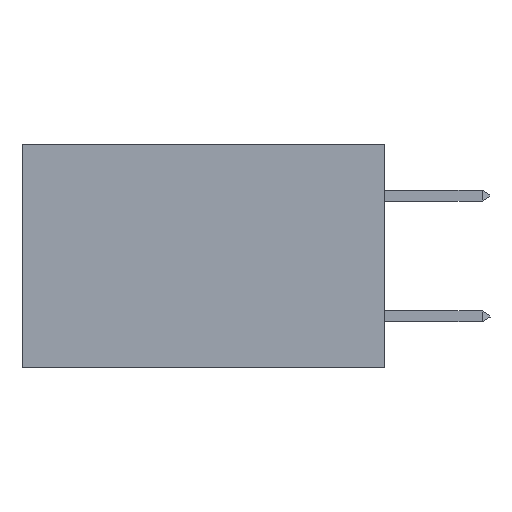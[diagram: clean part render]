
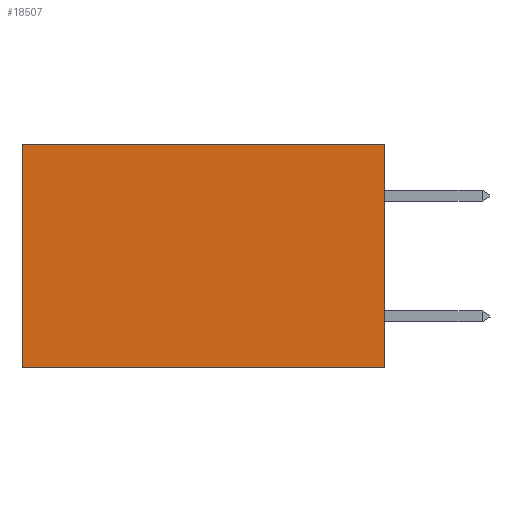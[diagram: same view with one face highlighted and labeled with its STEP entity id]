
A CAD part, left-side view. The second image highlights one B-rep face of the part: STEP entity #18507.
In plain terms, the highlighted planar face has unit normal (-1, 0, 0).
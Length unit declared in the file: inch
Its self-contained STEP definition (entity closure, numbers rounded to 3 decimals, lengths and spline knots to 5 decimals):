
#191 = EDGE_LOOP ( 'NONE', ( #9495, #13522, #4834, #15588 ) ) ;
#1284 = VERTEX_POINT ( 'NONE', #14465 ) ;
#2989 = DIRECTION ( 'NONE',  ( 1., 0., 0. ) ) ;
#3068 = VECTOR ( 'NONE', #14347, 39.37008 ) ;
#3101 = LINE ( 'NONE', #13908, #7369 ) ;
#4794 = CARTESIAN_POINT ( 'NONE',  ( 0.2875, 0.6, -0.37 ) ) ;
#4834 = ORIENTED_EDGE ( 'NONE', *, *, #9960, .F. ) ;
#5691 = CARTESIAN_POINT ( 'NONE',  ( 0.2875, 0.6, 0. ) ) ;
#7369 = VECTOR ( 'NONE', #19206, 39.37008 ) ;
#7516 = DIRECTION ( 'NONE',  ( 0., 0., -1. ) ) ;
#7901 = LINE ( 'NONE', #14270, #3068 ) ;
#8380 = CARTESIAN_POINT ( 'NONE',  ( 0.2875, 0., 0. ) ) ;
#9495 = ORIENTED_EDGE ( 'NONE', *, *, #9766, .T. ) ;
#9766 = EDGE_CURVE ( 'NONE', #17611, #10608, #13670, .T. ) ;
#9960 = EDGE_CURVE ( 'NONE', #1284, #18509, #22688, .T. ) ;
#10134 = PLANE ( 'NONE',  #18294 ) ;
#10189 = EDGE_CURVE ( 'NONE', #1284, #17611, #3101, .T. ) ;
#10608 = VERTEX_POINT ( 'NONE', #4794 ) ;
#11881 = CARTESIAN_POINT ( 'NONE',  ( 0.2875, 0., -0.37 ) ) ;
#12817 = VECTOR ( 'NONE', #22042, 39.37008 ) ;
#13111 = VECTOR ( 'NONE', #7516, 39.37008 ) ;
#13522 = ORIENTED_EDGE ( 'NONE', *, *, #20753, .F. ) ;
#13670 = LINE ( 'NONE', #5691, #13111 ) ;
#13908 = CARTESIAN_POINT ( 'NONE',  ( 0.2875, 0., 0. ) ) ;
#14015 = FACE_OUTER_BOUND ( 'NONE', #191, .T. ) ;
#14270 = CARTESIAN_POINT ( 'NONE',  ( 0.2875, 0., -0.37 ) ) ;
#14347 = DIRECTION ( 'NONE',  ( 0., 1., 0. ) ) ;
#14465 = CARTESIAN_POINT ( 'NONE',  ( 0.2875, 0., 0. ) ) ;
#14486 = CARTESIAN_POINT ( 'NONE',  ( 0.2875, 0.6, 0. ) ) ;
#15417 = DIRECTION ( 'NONE',  ( 0., 0., -1. ) ) ;
#15588 = ORIENTED_EDGE ( 'NONE', *, *, #10189, .T. ) ;
#17611 = VERTEX_POINT ( 'NONE', #14486 ) ;
#18294 = AXIS2_PLACEMENT_3D ( 'NONE', #8380, #2989, #15417 ) ;
#18507 = ADVANCED_FACE ( 'NONE', ( #14015 ), #10134, .F. ) ;
#18509 = VERTEX_POINT ( 'NONE', #11881 ) ;
#18528 = CARTESIAN_POINT ( 'NONE',  ( 0.2875, 0., 0. ) ) ;
#19206 = DIRECTION ( 'NONE',  ( 0., 1., 0. ) ) ;
#20753 = EDGE_CURVE ( 'NONE', #18509, #10608, #7901, .T. ) ;
#22042 = DIRECTION ( 'NONE',  ( 0., 0., -1. ) ) ;
#22688 = LINE ( 'NONE', #18528, #12817 ) ;
